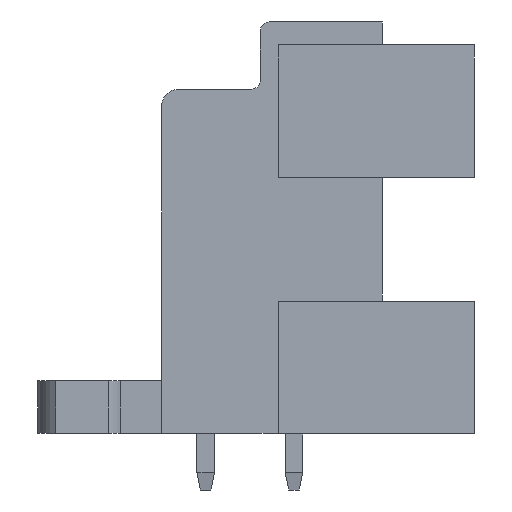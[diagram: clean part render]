
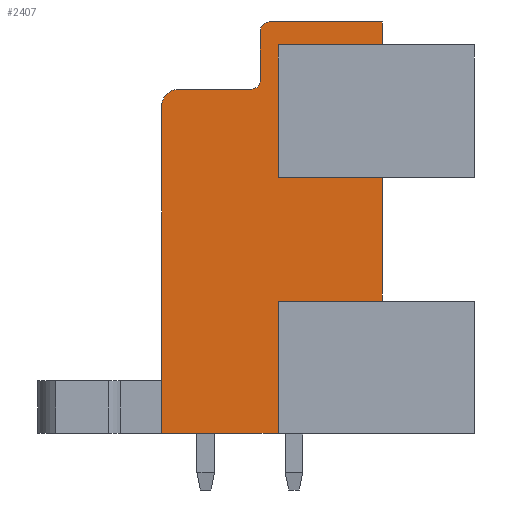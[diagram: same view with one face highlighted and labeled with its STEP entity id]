
A CAD part, left-side view. The second image highlights one B-rep face of the part: STEP entity #2407.
In plain terms, the highlighted planar face has unit normal (-1, 0, 0).
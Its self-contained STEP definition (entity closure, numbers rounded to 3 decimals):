
#1350=AXIS2_PLACEMENT_3D('Circle Axis2P3D',#1348,#1349,$) ;
#1412=AXIS2_PLACEMENT_3D('Circle Axis2P3D',#1410,#1411,$) ;
#1474=AXIS2_PLACEMENT_3D('Circle Axis2P3D',#1472,#1473,$) ;
#2378=AXIS2_PLACEMENT_3D('Plane Axis2P3D',#2375,#2376,#2377) ;
#527=CARTESIAN_POINT('Vertex',(3.5,5.2,10.7)) ;
#530=CARTESIAN_POINT('Line Origine',(3.5,8.15,10.7)) ;
#534=CARTESIAN_POINT('Vertex',(3.5,11.1,10.7)) ;
#612=CARTESIAN_POINT('Vertex',(3.5,5.2,17.7)) ;
#615=CARTESIAN_POINT('Line Origine',(3.5,5.2,14.2)) ;
#671=CARTESIAN_POINT('Vertex',(3.5,11.1,17.7)) ;
#674=CARTESIAN_POINT('Line Origine',(3.5,8.15,17.7)) ;
#1203=CARTESIAN_POINT('Vertex',(3.5,5.2,25.2)) ;
#1206=CARTESIAN_POINT('Line Origine',(3.5,8.15,25.2)) ;
#1210=CARTESIAN_POINT('Vertex',(3.5,11.1,25.2)) ;
#1283=CARTESIAN_POINT('Vertex',(3.5,5.2,26.5)) ;
#1286=CARTESIAN_POINT('Line Origine',(3.5,5.2,25.85)) ;
#1314=CARTESIAN_POINT('Vertex',(3.5,11.6,26.5)) ;
#1317=CARTESIAN_POINT('Line Origine',(3.5,8.4,26.5)) ;
#1345=CARTESIAN_POINT('Vertex',(3.5,12.1,26.)) ;
#1348=CARTESIAN_POINT('Axis2P3D Location',(3.5,11.6,26.)) ;
#1376=CARTESIAN_POINT('Vertex',(3.5,12.1,23.2)) ;
#1379=CARTESIAN_POINT('Line Origine',(3.5,12.1,24.6)) ;
#1407=CARTESIAN_POINT('Vertex',(3.5,12.6,22.7)) ;
#1410=CARTESIAN_POINT('Axis2P3D Location',(3.5,12.6,23.2)) ;
#1438=CARTESIAN_POINT('Vertex',(3.5,16.7,22.7)) ;
#1441=CARTESIAN_POINT('Line Origine',(3.5,14.65,22.7)) ;
#1469=CARTESIAN_POINT('Vertex',(3.5,17.7,21.7)) ;
#1472=CARTESIAN_POINT('Axis2P3D Location',(3.5,16.7,21.7)) ;
#1523=CARTESIAN_POINT('Vertex',(3.5,17.7,3.2)) ;
#1526=CARTESIAN_POINT('Line Origine',(3.5,17.7,12.45)) ;
#1614=CARTESIAN_POINT('Vertex',(3.5,11.1,3.2)) ;
#1617=CARTESIAN_POINT('Line Origine',(3.5,14.4,3.2)) ;
#2375=CARTESIAN_POINT('Axis2P3D Location',(3.5,0.,0.)) ;
#2380=CARTESIAN_POINT('Line Origine',(3.5,11.1,21.45)) ;
#2385=CARTESIAN_POINT('Line Origine',(3.5,11.1,6.95)) ;
#531=DIRECTION('Vector Direction',(0.,-1.,0.)) ;
#616=DIRECTION('Vector Direction',(0.,0.,-1.)) ;
#675=DIRECTION('Vector Direction',(0.,1.,0.)) ;
#1207=DIRECTION('Vector Direction',(0.,-1.,0.)) ;
#1287=DIRECTION('Vector Direction',(0.,0.,-1.)) ;
#1318=DIRECTION('Vector Direction',(0.,-1.,0.)) ;
#1349=DIRECTION('Axis2P3D Direction',(-1.,0.,0.)) ;
#1380=DIRECTION('Vector Direction',(0.,0.,1.)) ;
#1411=DIRECTION('Axis2P3D Direction',(-1.,0.,0.)) ;
#1442=DIRECTION('Vector Direction',(0.,-1.,0.)) ;
#1473=DIRECTION('Axis2P3D Direction',(-1.,0.,0.)) ;
#1527=DIRECTION('Vector Direction',(0.,0.,1.)) ;
#1618=DIRECTION('Vector Direction',(0.,1.,0.)) ;
#2376=DIRECTION('Axis2P3D Direction',(-1.,0.,0.)) ;
#2377=DIRECTION('Axis2P3D XDirection',(0.,-1.,0.)) ;
#2381=DIRECTION('Vector Direction',(0.,0.,1.)) ;
#2386=DIRECTION('Vector Direction',(0.,0.,1.)) ;
#532=VECTOR('Line Direction',#531,1.) ;
#617=VECTOR('Line Direction',#616,1.) ;
#676=VECTOR('Line Direction',#675,1.) ;
#1208=VECTOR('Line Direction',#1207,1.) ;
#1288=VECTOR('Line Direction',#1287,1.) ;
#1319=VECTOR('Line Direction',#1318,1.) ;
#1381=VECTOR('Line Direction',#1380,1.) ;
#1443=VECTOR('Line Direction',#1442,1.) ;
#1528=VECTOR('Line Direction',#1527,1.) ;
#1619=VECTOR('Line Direction',#1618,1.) ;
#2382=VECTOR('Line Direction',#2381,1.) ;
#2387=VECTOR('Line Direction',#2386,1.) ;
#2391=ORIENTED_EDGE('',*,*,#678,.F.) ;
#2392=ORIENTED_EDGE('',*,*,#2384,.F.) ;
#2393=ORIENTED_EDGE('',*,*,#1212,.F.) ;
#2394=ORIENTED_EDGE('',*,*,#1290,.T.) ;
#2395=ORIENTED_EDGE('',*,*,#1321,.T.) ;
#2396=ORIENTED_EDGE('',*,*,#1352,.T.) ;
#2397=ORIENTED_EDGE('',*,*,#1383,.T.) ;
#2398=ORIENTED_EDGE('',*,*,#1414,.T.) ;
#2399=ORIENTED_EDGE('',*,*,#1445,.T.) ;
#2400=ORIENTED_EDGE('',*,*,#1476,.T.) ;
#2401=ORIENTED_EDGE('',*,*,#1530,.T.) ;
#2402=ORIENTED_EDGE('',*,*,#1621,.T.) ;
#2403=ORIENTED_EDGE('',*,*,#2389,.F.) ;
#2404=ORIENTED_EDGE('',*,*,#536,.F.) ;
#2405=ORIENTED_EDGE('',*,*,#619,.T.) ;
#2407=ADVANCED_FACE('Housing',(#2406),#2379,.T.) ;
#1351=CIRCLE('generated circle',#1350,0.5) ;
#1413=CIRCLE('generated circle',#1412,0.5) ;
#1475=CIRCLE('generated circle',#1474,1.) ;
#536=EDGE_CURVE('',#528,#535,#533,.F.) ;
#619=EDGE_CURVE('',#528,#613,#618,.F.) ;
#678=EDGE_CURVE('',#672,#613,#677,.F.) ;
#1212=EDGE_CURVE('',#1204,#1211,#1209,.F.) ;
#1290=EDGE_CURVE('',#1204,#1284,#1289,.F.) ;
#1321=EDGE_CURVE('',#1284,#1315,#1320,.F.) ;
#1352=EDGE_CURVE('',#1315,#1346,#1351,.T.) ;
#1383=EDGE_CURVE('',#1346,#1377,#1382,.F.) ;
#1414=EDGE_CURVE('',#1377,#1408,#1413,.F.) ;
#1445=EDGE_CURVE('',#1408,#1439,#1444,.F.) ;
#1476=EDGE_CURVE('',#1439,#1470,#1475,.T.) ;
#1530=EDGE_CURVE('',#1470,#1524,#1529,.F.) ;
#1621=EDGE_CURVE('',#1524,#1615,#1620,.F.) ;
#2384=EDGE_CURVE('',#1211,#672,#2383,.F.) ;
#2389=EDGE_CURVE('',#535,#1615,#2388,.F.) ;
#2390=EDGE_LOOP('',(#2391,#2392,#2393,#2394,#2395,#2396,#2397,#2398,#2399,#2400,#2401,#2402,#2403,#2404,#2405)) ;
#2406=FACE_OUTER_BOUND('',#2390,.T.) ;
#533=LINE('Line',#530,#532) ;
#618=LINE('Line',#615,#617) ;
#677=LINE('Line',#674,#676) ;
#1209=LINE('Line',#1206,#1208) ;
#1289=LINE('Line',#1286,#1288) ;
#1320=LINE('Line',#1317,#1319) ;
#1382=LINE('Line',#1379,#1381) ;
#1444=LINE('Line',#1441,#1443) ;
#1529=LINE('Line',#1526,#1528) ;
#1620=LINE('Line',#1617,#1619) ;
#2383=LINE('Line',#2380,#2382) ;
#2388=LINE('Line',#2385,#2387) ;
#2379=PLANE('',#2378) ;
#528=VERTEX_POINT('',#527) ;
#535=VERTEX_POINT('',#534) ;
#613=VERTEX_POINT('',#612) ;
#672=VERTEX_POINT('',#671) ;
#1204=VERTEX_POINT('',#1203) ;
#1211=VERTEX_POINT('',#1210) ;
#1284=VERTEX_POINT('',#1283) ;
#1315=VERTEX_POINT('',#1314) ;
#1346=VERTEX_POINT('',#1345) ;
#1377=VERTEX_POINT('',#1376) ;
#1408=VERTEX_POINT('',#1407) ;
#1439=VERTEX_POINT('',#1438) ;
#1470=VERTEX_POINT('',#1469) ;
#1524=VERTEX_POINT('',#1523) ;
#1615=VERTEX_POINT('',#1614) ;
